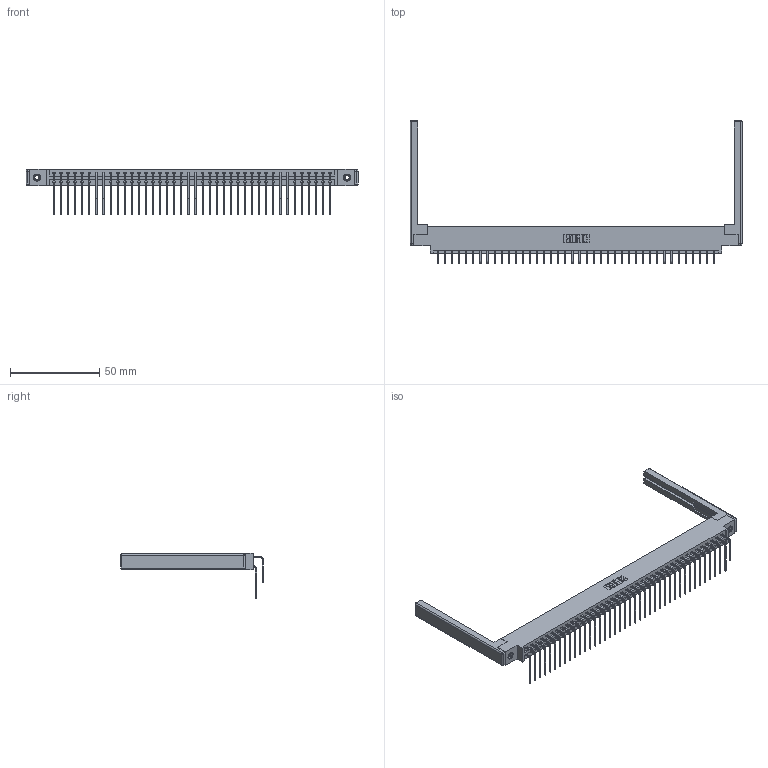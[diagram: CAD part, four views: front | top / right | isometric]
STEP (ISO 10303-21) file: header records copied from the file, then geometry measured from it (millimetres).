
FILE_DESCRIPTION (( 'STEP AP203' ), '1' );
FILE_NAME ('387-080-559-868.STEP', '2019-10-22T22:57:02', ( '' ), ( '' ), 'SwSTEP 2.0', 'SolidWorks 2016', '' );
FILE_SCHEMA (( 'CONFIG_CONTROL_DESIGN' ));
Length unit declared in the file: inch
Products named in the file (6): 387-080-559-868; 345-292-001_559 Tail - 2; 307-220-068; 337 Part_0.170 Offset - 0.156 Dia-TI; 345-250-001_345-250-001-102; 345-292-001_558 559 Tail - 1
Assembly tree (85 placements, depth 2):
  387-080-559-868
    337 Part_0.170 Offset - 0.156 Dia-TI
    345-292-001_558 559 Tail - 1  x40
    345-292-001_559 Tail - 2  x40
    345-250-001_345-250-001-102  x2
    307-220-068  x2
Bounding box: 185.93 x 79.95 x 25.53 mm (x, y, z)
Volume: 24296.7 mm3; surface area: 28950.5 mm2
Topology: 85 solids, 85 shells, 4752 faces, 14073 edges, 9254 vertices
Faces by surface type: plane 3362, cylinder 1366, cone 12, sphere 8, torus 4
Entity records: 35948 total; most frequent: CARTESIAN_POINT 6070, ORIENTED_EDGE 5944, DIRECTION 5218, EDGE_CURVE 2972, LINE 2754, VECTOR 2754, VERTEX_POINT 1970, AXIS2_PLACEMENT_3D 1232
